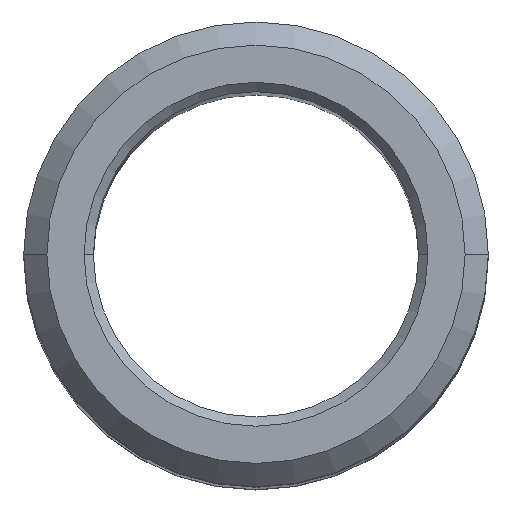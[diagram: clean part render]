
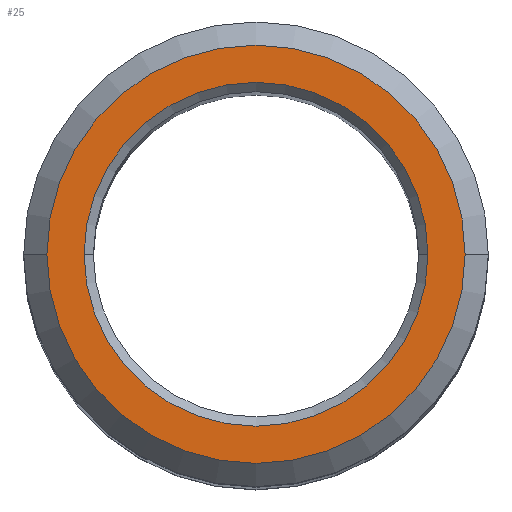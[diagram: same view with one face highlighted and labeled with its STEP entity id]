
A CAD part, top view. The second image highlights one B-rep face of the part: STEP entity #25.
In plain terms, the highlighted planar face has unit normal (0, 0, 1).
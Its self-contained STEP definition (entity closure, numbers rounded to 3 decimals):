
#6 = DIRECTION ( 'NONE',  ( 1., 0., 0. ) ) ;
#10 = DIRECTION ( 'NONE',  ( 0., 0., 1. ) ) ;
#21 = CARTESIAN_POINT ( 'NONE',  ( -4.5, 0., 0. ) ) ;
#25 = ADVANCED_FACE ( 'NONE', ( #737, #202 ), #1005, .T. ) ;
#121 = VERTEX_POINT ( 'NONE', #746 ) ;
#126 = CIRCLE ( 'NONE', #851, 4.5 ) ;
#127 = VERTEX_POINT ( 'NONE', #21 ) ;
#158 = CARTESIAN_POINT ( 'NONE',  ( -3.7, 0., 0. ) ) ;
#202 = FACE_OUTER_BOUND ( 'NONE', #535, .T. ) ;
#219 = ORIENTED_EDGE ( 'NONE', *, *, #244, .T. ) ;
#223 = AXIS2_PLACEMENT_3D ( 'NONE', #764, #892, #1017 ) ;
#244 = EDGE_CURVE ( 'NONE', #127, #121, #672, .T. ) ;
#329 = EDGE_LOOP ( 'NONE', ( #569, #425 ) ) ;
#331 = ORIENTED_EDGE ( 'NONE', *, *, #768, .T. ) ;
#354 = EDGE_CURVE ( 'NONE', #462, #689, #901, .T. ) ;
#412 = DIRECTION ( 'NONE',  ( 1., 0., 0. ) ) ;
#425 = ORIENTED_EDGE ( 'NONE', *, *, #354, .T. ) ;
#447 = CARTESIAN_POINT ( 'NONE',  ( 3.7, 0., 0. ) ) ;
#462 = VERTEX_POINT ( 'NONE', #158 ) ;
#522 = AXIS2_PLACEMENT_3D ( 'NONE', #942, #641, #763 ) ;
#535 = EDGE_LOOP ( 'NONE', ( #219, #331 ) ) ;
#546 = DIRECTION ( 'NONE',  ( 1., 0., 0. ) ) ;
#556 = DIRECTION ( 'NONE',  ( 0., 0., -1. ) ) ;
#569 = ORIENTED_EDGE ( 'NONE', *, *, #1062, .T. ) ;
#606 = CARTESIAN_POINT ( 'NONE',  ( 0., 0., 0. ) ) ;
#641 = DIRECTION ( 'NONE',  ( 0., 0., -1. ) ) ;
#672 = CIRCLE ( 'NONE', #1056, 4.5 ) ;
#674 = CARTESIAN_POINT ( 'NONE',  ( 0., 0., 0. ) ) ;
#689 = VERTEX_POINT ( 'NONE', #447 ) ;
#704 = AXIS2_PLACEMENT_3D ( 'NONE', #606, #556, #546 ) ;
#731 = CIRCLE ( 'NONE', #522, 3.7 ) ;
#737 = FACE_BOUND ( 'NONE', #329, .T. ) ;
#746 = CARTESIAN_POINT ( 'NONE',  ( 4.5, 0., 0. ) ) ;
#763 = DIRECTION ( 'NONE',  ( 1., 0., 0. ) ) ;
#764 = CARTESIAN_POINT ( 'NONE',  ( 0., 0., 0. ) ) ;
#768 = EDGE_CURVE ( 'NONE', #121, #127, #126, .T. ) ;
#851 = AXIS2_PLACEMENT_3D ( 'NONE', #674, #1123, #6 ) ;
#892 = DIRECTION ( 'NONE',  ( 0., 0., 1. ) ) ;
#901 = CIRCLE ( 'NONE', #704, 3.7 ) ;
#916 = CARTESIAN_POINT ( 'NONE',  ( 0., 0., 0. ) ) ;
#942 = CARTESIAN_POINT ( 'NONE',  ( 0., 0., 0. ) ) ;
#1005 = PLANE ( 'NONE',  #223 ) ;
#1017 = DIRECTION ( 'NONE',  ( 1., 0., 0. ) ) ;
#1056 = AXIS2_PLACEMENT_3D ( 'NONE', #916, #10, #412 ) ;
#1062 = EDGE_CURVE ( 'NONE', #689, #462, #731, .T. ) ;
#1123 = DIRECTION ( 'NONE',  ( 0., 0., 1. ) ) ;
